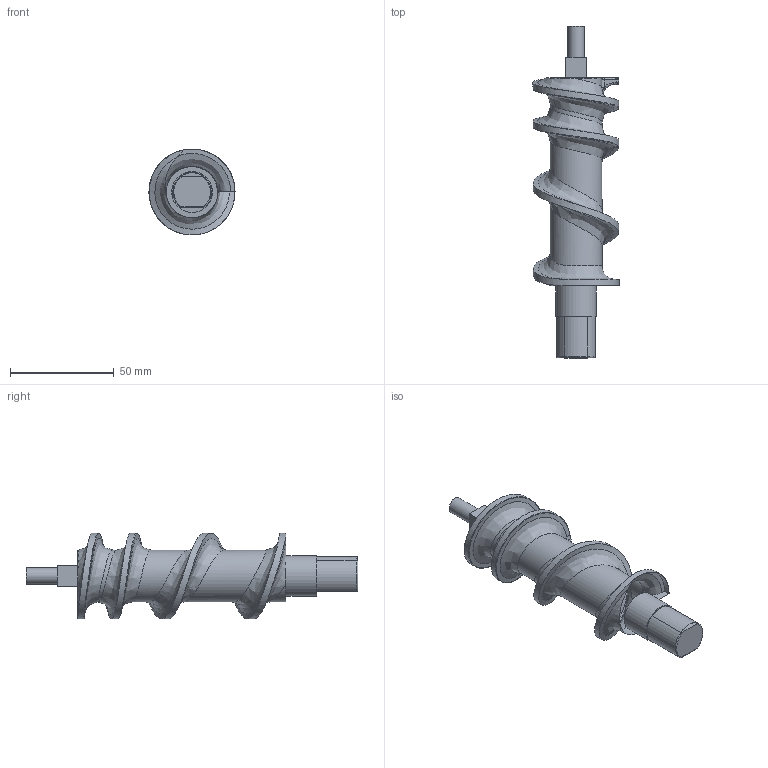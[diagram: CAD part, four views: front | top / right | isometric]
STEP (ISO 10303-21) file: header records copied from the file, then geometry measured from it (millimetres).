
FILE_DESCRIPTION((''),'2;1');
FILE_NAME('Part1.stp','2017-12-16T04:48:03',('Mikes'),(''),'Autodesk Inventor 2010','Autodesk Inventor 2010','');
FILE_SCHEMA(('AUTOMOTIVE_DESIGN { 1 0 10303 214 1 1 1 1 }'));
Length unit declared in the file: millimetre
Products named in the file (1): Part1
Bounding box: 41.51 x 160.17 x 41.41 mm (x, y, z)
Volume: 77557.5 mm3; surface area: 18423.3 mm2
Topology: 1 solids, 1 shells, 61 faces, 145 edges, 88 vertices
Faces by surface type: bspline 32, plane 18, cylinder 9, torus 2
Full cylindrical faces by diameter (mm): 8 x1, 19.661 x1
Entity records: 4842 total; most frequent: CARTESIAN_POINT 3652, ORIENTED_EDGE 282, DIRECTION 157, EDGE_CURVE 141, VERTEX_POINT 88, B_SPLINE_CURVE_WITH_KNOTS 76, EDGE_LOOP 67, AXIS2_PLACEMENT_3D 62
